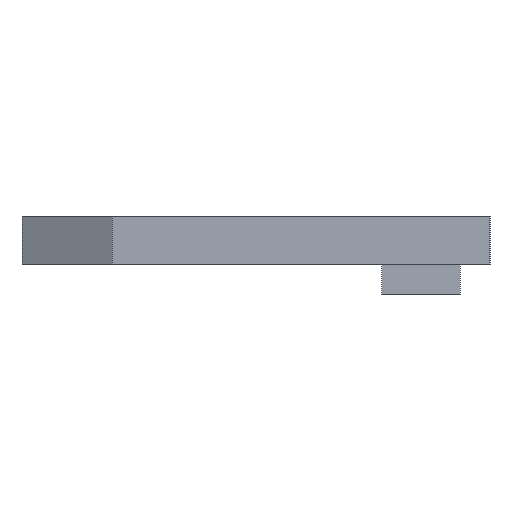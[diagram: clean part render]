
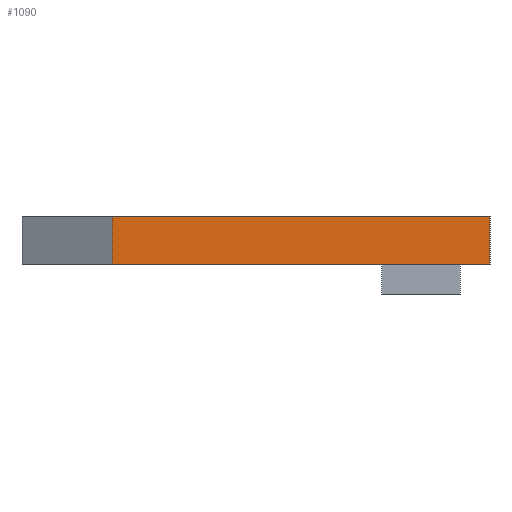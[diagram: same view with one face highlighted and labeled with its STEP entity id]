
A CAD part, left-side view. The second image highlights one B-rep face of the part: STEP entity #1090.
In plain terms, the highlighted planar face has unit normal (-1, 0, 0).
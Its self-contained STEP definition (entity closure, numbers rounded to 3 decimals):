
#52 = CARTESIAN_POINT ( 'NONE',  ( 0., 12.6, 1.6 ) ) ;
#66 = LINE ( 'NONE', #52, #769 ) ;
#71 = DIRECTION ( 'NONE',  ( 1., 0., 0. ) ) ;
#121 = LINE ( 'NONE', #809, #867 ) ;
#129 = CARTESIAN_POINT ( 'NONE',  ( 0., 0., 1.6 ) ) ;
#142 = DIRECTION ( 'NONE',  ( 0., 0., -1. ) ) ;
#157 = VERTEX_POINT ( 'NONE', #346 ) ;
#256 = ORIENTED_EDGE ( 'NONE', *, *, #489, .T. ) ;
#283 = VERTEX_POINT ( 'NONE', #945 ) ;
#288 = VECTOR ( 'NONE', #786, 1000. ) ;
#323 = DIRECTION ( 'NONE',  ( 0., -1., 0. ) ) ;
#332 = FACE_OUTER_BOUND ( 'NONE', #862, .T. ) ;
#340 = DIRECTION ( 'NONE',  ( 0., 0., -1. ) ) ;
#346 = CARTESIAN_POINT ( 'NONE',  ( 0., 0., 1.6 ) ) ;
#358 = CARTESIAN_POINT ( 'NONE',  ( 0., 12.6, 1.6 ) ) ;
#477 = VERTEX_POINT ( 'NONE', #1086 ) ;
#489 = EDGE_CURVE ( 'NONE', #477, #522, #885, .T. ) ;
#492 = CARTESIAN_POINT ( 'NONE',  ( 0., 12.6, 0. ) ) ;
#522 = VERTEX_POINT ( 'NONE', #684 ) ;
#587 = AXIS2_PLACEMENT_3D ( 'NONE', #358, #71, #682 ) ;
#634 = EDGE_CURVE ( 'NONE', #283, #157, #121, .T. ) ;
#682 = DIRECTION ( 'NONE',  ( 0., 0., -1. ) ) ;
#684 = CARTESIAN_POINT ( 'NONE',  ( 0., 0., 0. ) ) ;
#761 = ORIENTED_EDGE ( 'NONE', *, *, #634, .F. ) ;
#769 = VECTOR ( 'NONE', #340, 1000. ) ;
#786 = DIRECTION ( 'NONE',  ( 0., -1., 0. ) ) ;
#809 = CARTESIAN_POINT ( 'NONE',  ( 0., 12.6, 1.6 ) ) ;
#855 = VECTOR ( 'NONE', #142, 1000. ) ;
#862 = EDGE_LOOP ( 'NONE', ( #256, #1214, #761, #895 ) ) ;
#867 = VECTOR ( 'NONE', #323, 1000. ) ;
#885 = LINE ( 'NONE', #492, #288 ) ;
#895 = ORIENTED_EDGE ( 'NONE', *, *, #1024, .T. ) ;
#944 = PLANE ( 'NONE',  #587 ) ;
#945 = CARTESIAN_POINT ( 'NONE',  ( 0., 12.6, 1.6 ) ) ;
#953 = EDGE_CURVE ( 'NONE', #157, #522, #1082, .T. ) ;
#1024 = EDGE_CURVE ( 'NONE', #283, #477, #66, .T. ) ;
#1082 = LINE ( 'NONE', #129, #855 ) ;
#1086 = CARTESIAN_POINT ( 'NONE',  ( 0., 12.6, 0. ) ) ;
#1090 = ADVANCED_FACE ( 'NONE', ( #332 ), #944, .F. ) ;
#1214 = ORIENTED_EDGE ( 'NONE', *, *, #953, .F. ) ;
